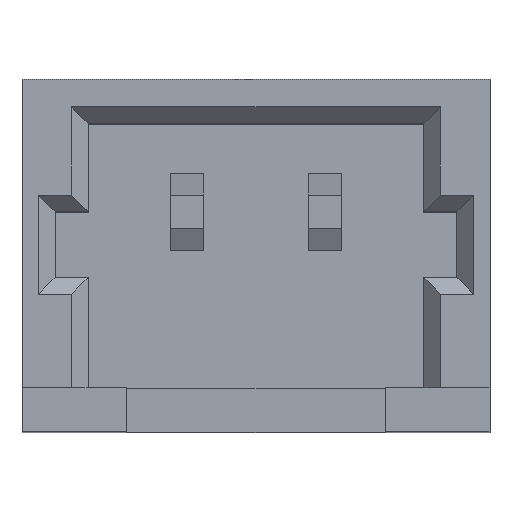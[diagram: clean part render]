
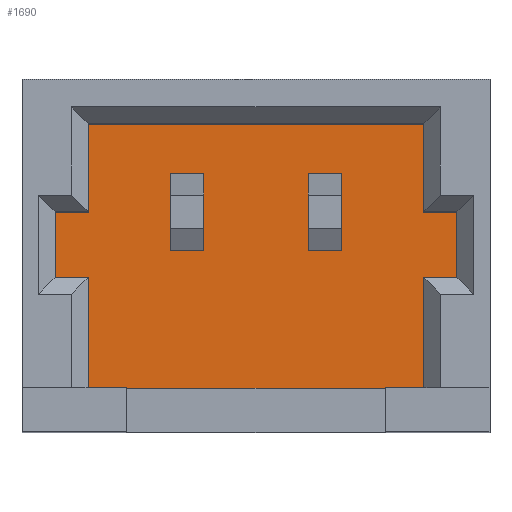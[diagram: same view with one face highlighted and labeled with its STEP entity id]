
A CAD part, top view. The second image highlights one B-rep face of the part: STEP entity #1690.
In plain terms, the highlighted planar face has unit normal (0, 0, 1).
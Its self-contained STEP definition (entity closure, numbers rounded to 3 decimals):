
#94=ORIENTED_EDGE('',*,*,#577,.T.);
#95=ORIENTED_EDGE('',*,*,#578,.T.);
#96=ORIENTED_EDGE('',*,*,#579,.T.);
#97=ORIENTED_EDGE('',*,*,#580,.T.);
#98=ORIENTED_EDGE('',*,*,#581,.F.);
#99=ORIENTED_EDGE('',*,*,#582,.F.);
#100=ORIENTED_EDGE('',*,*,#583,.F.);
#101=ORIENTED_EDGE('',*,*,#584,.F.);
#102=ORIENTED_EDGE('',*,*,#585,.F.);
#103=ORIENTED_EDGE('',*,*,#586,.F.);
#104=ORIENTED_EDGE('',*,*,#587,.F.);
#105=ORIENTED_EDGE('',*,*,#588,.F.);
#106=ORIENTED_EDGE('',*,*,#589,.F.);
#107=ORIENTED_EDGE('',*,*,#590,.F.);
#108=ORIENTED_EDGE('',*,*,#591,.F.);
#109=ORIENTED_EDGE('',*,*,#592,.F.);
#110=ORIENTED_EDGE('',*,*,#593,.T.);
#111=ORIENTED_EDGE('',*,*,#594,.T.);
#112=ORIENTED_EDGE('',*,*,#595,.T.);
#113=ORIENTED_EDGE('',*,*,#596,.T.);
#577=EDGE_CURVE('',#817,#818,#978,.T.);
#578=EDGE_CURVE('',#818,#819,#979,.T.);
#579=EDGE_CURVE('',#819,#820,#980,.T.);
#580=EDGE_CURVE('',#820,#817,#981,.T.);
#581=EDGE_CURVE('',#821,#822,#982,.T.);
#582=EDGE_CURVE('',#823,#821,#983,.T.);
#583=EDGE_CURVE('',#824,#823,#984,.T.);
#584=EDGE_CURVE('',#825,#824,#985,.T.);
#585=EDGE_CURVE('',#826,#825,#986,.T.);
#586=EDGE_CURVE('',#827,#826,#987,.T.);
#587=EDGE_CURVE('',#828,#827,#988,.T.);
#588=EDGE_CURVE('',#829,#828,#989,.T.);
#589=EDGE_CURVE('',#830,#829,#990,.T.);
#590=EDGE_CURVE('',#831,#830,#991,.T.);
#591=EDGE_CURVE('',#832,#831,#992,.T.);
#592=EDGE_CURVE('',#822,#832,#993,.T.);
#593=EDGE_CURVE('',#833,#834,#994,.T.);
#594=EDGE_CURVE('',#834,#835,#995,.T.);
#595=EDGE_CURVE('',#835,#836,#996,.T.);
#596=EDGE_CURVE('',#836,#833,#997,.T.);
#817=VERTEX_POINT('',#2441);
#818=VERTEX_POINT('',#2442);
#819=VERTEX_POINT('',#2444);
#820=VERTEX_POINT('',#2446);
#821=VERTEX_POINT('',#2449);
#822=VERTEX_POINT('',#2450);
#823=VERTEX_POINT('',#2452);
#824=VERTEX_POINT('',#2454);
#825=VERTEX_POINT('',#2456);
#826=VERTEX_POINT('',#2458);
#827=VERTEX_POINT('',#2460);
#828=VERTEX_POINT('',#2462);
#829=VERTEX_POINT('',#2464);
#830=VERTEX_POINT('',#2466);
#831=VERTEX_POINT('',#2468);
#832=VERTEX_POINT('',#2470);
#833=VERTEX_POINT('',#2473);
#834=VERTEX_POINT('',#2474);
#835=VERTEX_POINT('',#2476);
#836=VERTEX_POINT('',#2478);
#978=LINE('',#2440,#1221);
#979=LINE('',#2443,#1222);
#980=LINE('',#2445,#1223);
#981=LINE('',#2447,#1224);
#982=LINE('',#2448,#1225);
#983=LINE('',#2451,#1226);
#984=LINE('',#2453,#1227);
#985=LINE('',#2455,#1228);
#986=LINE('',#2457,#1229);
#987=LINE('',#2459,#1230);
#988=LINE('',#2461,#1231);
#989=LINE('',#2463,#1232);
#990=LINE('',#2465,#1233);
#991=LINE('',#2467,#1234);
#992=LINE('',#2469,#1235);
#993=LINE('',#2471,#1236);
#994=LINE('',#2472,#1237);
#995=LINE('',#2475,#1238);
#996=LINE('',#2477,#1239);
#997=LINE('',#2479,#1240);
#1221=VECTOR('',#1963,1000.);
#1222=VECTOR('',#1964,1000.);
#1223=VECTOR('',#1965,1000.);
#1224=VECTOR('',#1966,1000.);
#1225=VECTOR('',#1967,1000.);
#1226=VECTOR('',#1968,1000.);
#1227=VECTOR('',#1969,1000.);
#1228=VECTOR('',#1970,1000.);
#1229=VECTOR('',#1971,1000.);
#1230=VECTOR('',#1972,1000.);
#1231=VECTOR('',#1973,1000.);
#1232=VECTOR('',#1974,1000.);
#1233=VECTOR('',#1975,1000.);
#1234=VECTOR('',#1976,1000.);
#1235=VECTOR('',#1977,1000.);
#1236=VECTOR('',#1978,1000.);
#1237=VECTOR('',#1979,1000.);
#1238=VECTOR('',#1980,1000.);
#1239=VECTOR('',#1981,1000.);
#1240=VECTOR('',#1982,1000.);
#1414=EDGE_LOOP('',(#94,#95,#96,#97));
#1415=EDGE_LOOP('',(#98,#99,#100,#101,#102,#103,#104,#105,#106,#107,#108,
#109));
#1416=EDGE_LOOP('',(#110,#111,#112,#113));
#1509=FACE_BOUND('',#1414,.T.);
#1510=FACE_BOUND('',#1415,.T.);
#1511=FACE_BOUND('',#1416,.T.);
#1601=PLANE('',#1806);
#1690=ADVANCED_FACE('',(#1509,#1510,#1511),#1601,.F.);
#1806=AXIS2_PLACEMENT_3D('',#2439,#1961,#1962);
#1961=DIRECTION('',(0.,0.,-1.));
#1962=DIRECTION('',(-1.,0.,0.));
#1963=DIRECTION('',(0.,1.,0.));
#1964=DIRECTION('',(1.,0.,0.));
#1965=DIRECTION('',(0.,-1.,0.));
#1966=DIRECTION('',(-1.,0.,0.));
#1967=DIRECTION('',(0.,1.,0.));
#1968=DIRECTION('',(1.,0.,0.));
#1969=DIRECTION('',(0.,1.,0.));
#1970=DIRECTION('',(-1.,0.,0.));
#1971=DIRECTION('',(0.,1.,0.));
#1972=DIRECTION('',(-1.,0.,0.));
#1973=DIRECTION('',(0.,-1.,0.));
#1974=DIRECTION('',(-1.,0.,0.));
#1975=DIRECTION('',(0.,-1.,0.));
#1976=DIRECTION('',(1.,0.,0.));
#1977=DIRECTION('',(0.,-1.,0.));
#1978=DIRECTION('',(1.,0.,0.));
#1979=DIRECTION('',(0.,1.,0.));
#1980=DIRECTION('',(1.,0.,0.));
#1981=DIRECTION('',(0.,-1.,0.));
#1982=DIRECTION('',(-1.,0.,0.));
#2439=CARTESIAN_POINT('',(0.,0.,-1.));
#2440=CARTESIAN_POINT('',(-0.776,0.225,-1.));
#2441=CARTESIAN_POINT('',(-0.776,0.225,-1.));
#2442=CARTESIAN_POINT('',(-0.776,0.575,-1.));
#2443=CARTESIAN_POINT('',(-0.776,0.575,-1.));
#2444=CARTESIAN_POINT('',(-0.474,0.575,-1.));
#2445=CARTESIAN_POINT('',(-0.474,0.575,-1.));
#2446=CARTESIAN_POINT('',(-0.474,0.225,-1.));
#2447=CARTESIAN_POINT('',(-0.474,0.225,-1.));
#2448=CARTESIAN_POINT('',(-1.525,0.4,-1.));
#2449=CARTESIAN_POINT('',(-1.525,0.4,-1.));
#2450=CARTESIAN_POINT('',(-1.525,1.2,-1.));
#2451=CARTESIAN_POINT('',(-1.825,0.4,-1.));
#2452=CARTESIAN_POINT('',(-1.825,0.4,-1.));
#2453=CARTESIAN_POINT('',(-1.825,-0.2,-1.));
#2454=CARTESIAN_POINT('',(-1.825,-0.2,-1.));
#2455=CARTESIAN_POINT('',(-1.525,-0.2,-1.));
#2456=CARTESIAN_POINT('',(-1.525,-0.2,-1.));
#2457=CARTESIAN_POINT('',(-1.525,-1.2,-1.));
#2458=CARTESIAN_POINT('',(-1.525,-1.2,-1.));
#2459=CARTESIAN_POINT('',(1.525,-1.2,-1.));
#2460=CARTESIAN_POINT('',(1.525,-1.2,-1.));
#2461=CARTESIAN_POINT('',(1.525,-0.2,-1.));
#2462=CARTESIAN_POINT('',(1.525,-0.2,-1.));
#2463=CARTESIAN_POINT('',(1.825,-0.2,-1.));
#2464=CARTESIAN_POINT('',(1.825,-0.2,-1.));
#2465=CARTESIAN_POINT('',(1.825,0.4,-1.));
#2466=CARTESIAN_POINT('',(1.825,0.4,-1.));
#2467=CARTESIAN_POINT('',(1.525,0.4,-1.));
#2468=CARTESIAN_POINT('',(1.525,0.4,-1.));
#2469=CARTESIAN_POINT('',(1.525,1.2,-1.));
#2470=CARTESIAN_POINT('',(1.525,1.2,-1.));
#2471=CARTESIAN_POINT('',(-1.525,1.2,-1.));
#2472=CARTESIAN_POINT('',(0.474,0.225,-1.));
#2473=CARTESIAN_POINT('',(0.474,0.225,-1.));
#2474=CARTESIAN_POINT('',(0.474,0.575,-1.));
#2475=CARTESIAN_POINT('',(0.474,0.575,-1.));
#2476=CARTESIAN_POINT('',(0.776,0.575,-1.));
#2477=CARTESIAN_POINT('',(0.776,0.575,-1.));
#2478=CARTESIAN_POINT('',(0.776,0.225,-1.));
#2479=CARTESIAN_POINT('',(0.776,0.225,-1.));
